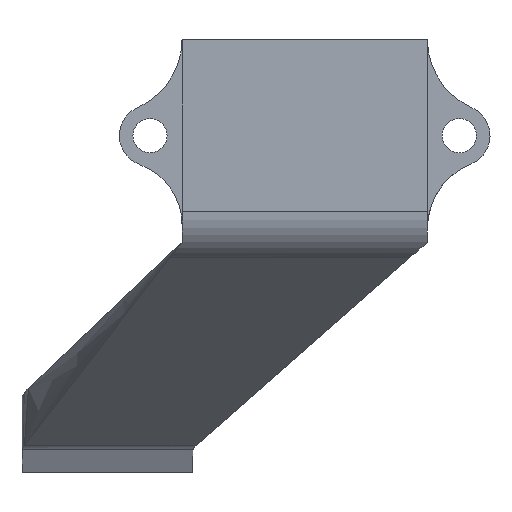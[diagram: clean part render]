
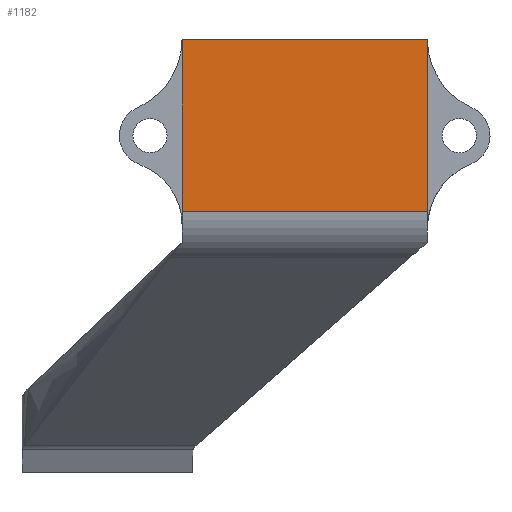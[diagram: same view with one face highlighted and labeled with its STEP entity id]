
A CAD part, front view. The second image highlights one B-rep face of the part: STEP entity #1182.
In plain terms, the highlighted planar face has unit normal (0, -1, 0).
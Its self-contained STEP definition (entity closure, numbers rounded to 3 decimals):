
#123=PLANE('',#1271);
#169=FACE_OUTER_BOUND('',#233,.T.);
#233=EDGE_LOOP('',(#935,#936,#937,#938));
#316=LINE('',#1998,#421);
#324=LINE('',#2049,#429);
#332=LINE('',#2067,#437);
#333=LINE('',#2068,#438);
#421=VECTOR('',#1402,10.);
#429=VECTOR('',#1442,10.);
#437=VECTOR('',#1458,10.);
#438=VECTOR('',#1459,10.);
#536=VERTEX_POINT('',#1995);
#537=VERTEX_POINT('',#1997);
#555=VERTEX_POINT('',#2046);
#556=VERTEX_POINT('',#2048);
#677=EDGE_CURVE('',#537,#536,#316,.T.);
#699=EDGE_CURVE('',#555,#556,#324,.T.);
#708=EDGE_CURVE('',#537,#555,#332,.T.);
#709=EDGE_CURVE('',#536,#556,#333,.T.);
#935=ORIENTED_EDGE('',*,*,#708,.F.);
#936=ORIENTED_EDGE('',*,*,#677,.T.);
#937=ORIENTED_EDGE('',*,*,#709,.T.);
#938=ORIENTED_EDGE('',*,*,#699,.F.);
#1182=ADVANCED_FACE('',(#169),#123,.T.);
#1271=AXIS2_PLACEMENT_3D('',#2066,#1456,#1457);
#1402=DIRECTION('',(0.,0.,1.));
#1442=DIRECTION('',(0.,0.,1.));
#1456=DIRECTION('center_axis',(0.,-1.,0.));
#1457=DIRECTION('ref_axis',(1.,0.,0.));
#1458=DIRECTION('',(-1.,0.,0.));
#1459=DIRECTION('',(-1.,0.,0.));
#1995=CARTESIAN_POINT('',(11.5,-9.,19.));
#1997=CARTESIAN_POINT('',(11.5,-9.,2.885));
#1998=CARTESIAN_POINT('',(11.5,-9.,0.));
#2046=CARTESIAN_POINT('',(-11.5,-9.,2.885));
#2048=CARTESIAN_POINT('',(-11.5,-9.,19.));
#2049=CARTESIAN_POINT('',(-11.5,-9.,0.));
#2066=CARTESIAN_POINT('Origin',(-11.5,-9.,0.));
#2067=CARTESIAN_POINT('',(-11.5,-9.,2.885));
#2068=CARTESIAN_POINT('',(-5.75,-9.,19.));
